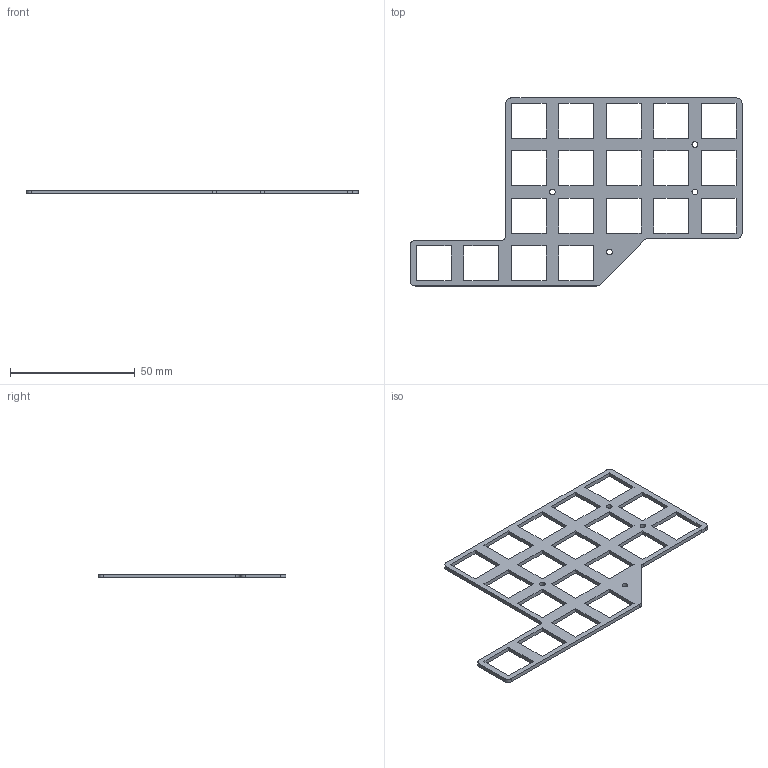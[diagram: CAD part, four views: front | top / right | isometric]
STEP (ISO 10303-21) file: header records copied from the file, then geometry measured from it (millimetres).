
FILE_DESCRIPTION(('KiCad electronic assembly'),'2;1');
FILE_NAME('cgxkb_top_plate.step','2021-10-24T11:30:40',('Pcbnew'),( 'Kicad'),'Open CASCADE STEP processor 7.5','KiCad to STEP converter' ,'Unknown');
FILE_SCHEMA(('AUTOMOTIVE_DESIGN { 1 0 10303 214 1 1 1 1 }'));
Length unit declared in the file: millimetre
Products named in the file (2): cgxkb_top_plate 1; _autosave-cgxkb_top_plate PCB
Assembly tree (1 placements, depth 2):
  cgxkb_top_plate 1
    _autosave-cgxkb_top_plate PCB
Bounding box: 133.22 x 75.44 x 1.6 mm (x, y, z)
Volume: 5109.5 mm3; surface area: 8776.7 mm2
Topology: 1 solids, 1 shells, 99 faces, 291 edges, 194 vertices
Faces by surface type: plane 87, cylinder 12
Full cylindrical faces by diameter (mm): 2.3 x4
Entity records: 7171 total; most frequent: CARTESIAN_POINT 1168, DIRECTION 1099, LINE 825, VECTOR 825, ORIENTED_EDGE 582, PCURVE 582, DEFINITIONAL_REPRESENTATION 582, EDGE_CURVE 291
